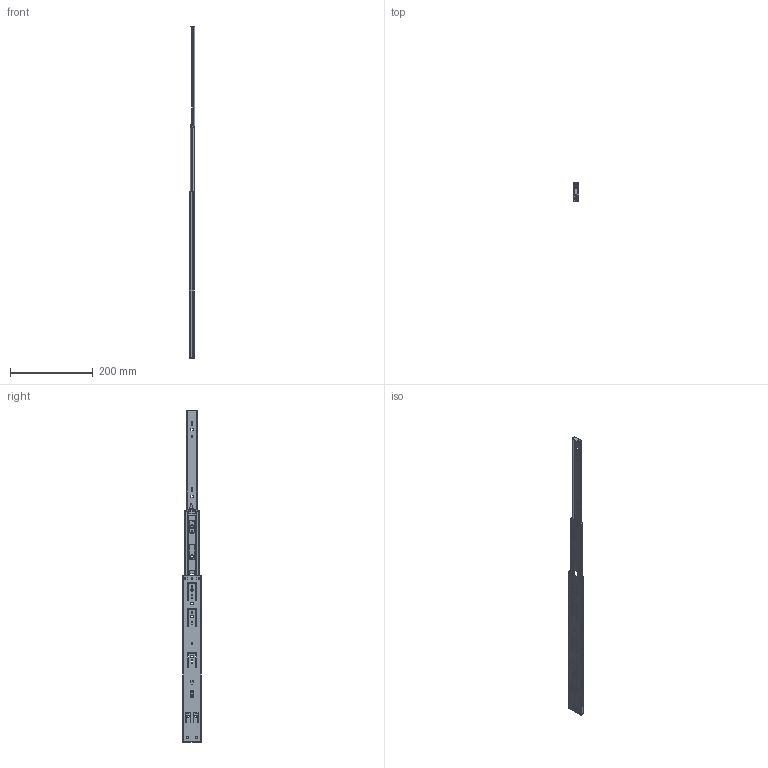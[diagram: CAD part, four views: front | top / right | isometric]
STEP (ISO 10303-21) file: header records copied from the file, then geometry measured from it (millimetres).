
FILE_DESCRIPTION (( 'STEP AP214' ), '1' );
FILE_NAME ('FR_5046.0400mm_16inch_ECD_open.STEP', '2022-10-31T09:57:24', ( '' ), ( '' ), 'SwSTEP 2.0', 'SolidWorks 2020', '' );
FILE_SCHEMA (( 'AUTOMOTIVE_DESIGN' ));
Length unit declared in the file: millimetre
Products named in the file (17): 5046 Damper Base; FR_5046.0400mm_16inch_ECD_open; 5046 Damper Rod; 5046.XXX-02.C001A_NL  400; 5046 ECD BOLT; Anschlag Mittelprofiel; 5046.XXX-01.C001A_NL  400; 5046 ECD_ECD ge”ffnet; 5046.XXX-03.C001A_NL  400; FR5046 ECD CATCH; 5046 ECD; 5046.XXX-01.C001A_NL  400 ge”ffnet; 5046 ECD SLIDER; Niete; AHS
Assembly tree (17 placements, depth 4):
  FR_5046.0400mm_16inch_ECD_open
    5046.XXX-01.C001A_NL  400 ge”ffnet
      5046.XXX-01.C001A_NL  400
      5046 ECD_ECD ge”ffnet
        5046 ECD
        5046 ECD SLIDER
        5046 ECD BOLT
        5046 Damper Base
        5046 Damper Rod
    5046.XXX-02.C001A_NL  400
      5046.XXX-02.C001A_NL  400
      Anschlag Mittelprofiel
    5046.XXX-03.C001A_NL  400
      5046.XXX-03.C001A_NL  400
      AHS
      Niete  x2
      FR5046 ECD CATCH
Bounding box: 12.7 x 45.46 x 801.8 mm (x, y, z)
Volume: 86432.9 mm3; surface area: 136109.3 mm2
Topology: 13 solids, 13 shells, 1025 faces, 2714 edges, 1707 vertices
Faces by surface type: plane 597, cylinder 390, bspline 16, torus 12, cone 7, sphere 3
Entity records: 32556 total; most frequent: CARTESIAN_POINT 6325, DIRECTION 5388, ORIENTED_EDGE 5362, EDGE_CURVE 2681, VECTOR 1832, LINE 1832, AXIS2_PLACEMENT_3D 1778, VERTEX_POINT 1689
